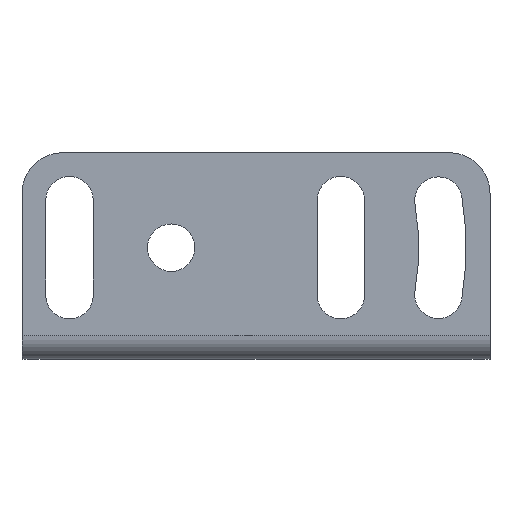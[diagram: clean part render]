
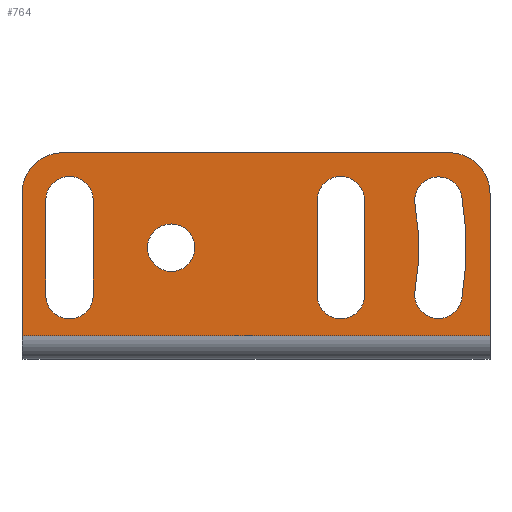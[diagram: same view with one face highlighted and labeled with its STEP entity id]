
A CAD part, top view. The second image highlights one B-rep face of the part: STEP entity #764.
In plain terms, the highlighted planar face has unit normal (0, 0, 1).
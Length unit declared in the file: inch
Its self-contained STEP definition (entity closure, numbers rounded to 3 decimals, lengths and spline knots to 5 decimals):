
#1=CARTESIAN_POINT('',(-0.56102,0.1811,0.));
#2=DIRECTION('',(0.,0.,1.));
#3=DIRECTION('',(0.,1.,0.));
#4=AXIS2_PLACEMENT_3D('',#1,#2,#3);
#6=DIRECTION('',(-1.,0.,0.));
#7=VECTOR('',#6,1.12205);
#8=CARTESIAN_POINT('',(0.56102,0.29921,0.));
#9=LINE('',#8,#7);
#10=CARTESIAN_POINT('',(0.56102,0.1811,0.));
#11=DIRECTION('',(0.,0.,1.));
#12=DIRECTION('',(1.,0.,0.));
#13=AXIS2_PLACEMENT_3D('',#10,#11,#12);
#15=DIRECTION('',(0.,1.,0.));
#16=VECTOR('',#15,0.41339);
#17=CARTESIAN_POINT('',(0.67913,-0.23228,0.));
#18=LINE('',#17,#16);
#19=DIRECTION('',(0.,-1.,0.));
#20=VECTOR('',#19,0.41339);
#21=CARTESIAN_POINT('',(-0.67913,0.1811,0.));
#22=LINE('',#21,#20);
#23=CARTESIAN_POINT('',(-0.24606,0.02362,0.));
#24=DIRECTION('',(0.,0.,1.));
#25=DIRECTION('',(0.,-1.,0.));
#26=AXIS2_PLACEMENT_3D('',#23,#24,#25);
#28=CARTESIAN_POINT('',(-0.24606,0.02362,0.));
#29=DIRECTION('',(0.,0.,1.));
#30=DIRECTION('',(0.,1.,0.));
#31=AXIS2_PLACEMENT_3D('',#28,#29,#30);
#33=CARTESIAN_POINT('',(0.52938,-0.11311,0.));
#34=DIRECTION('',(0.,0.,1.));
#35=DIRECTION('',(-0.985,0.174,0.));
#36=AXIS2_PLACEMENT_3D('',#33,#34,#35);
#38=CARTESIAN_POINT('',(-0.24606,0.02362,0.));
#39=DIRECTION('',(0.,0.,1.));
#40=DIRECTION('',(0.985,-0.174,0.));
#41=AXIS2_PLACEMENT_3D('',#38,#39,#40);
#43=CARTESIAN_POINT('',(0.52938,0.16035,0.));
#44=DIRECTION('',(0.,0.,1.));
#45=DIRECTION('',(0.985,0.174,0.));
#46=AXIS2_PLACEMENT_3D('',#43,#44,#45);
#48=CARTESIAN_POINT('',(-0.24606,0.02362,0.));
#49=DIRECTION('',(0.,0.,1.));
#50=DIRECTION('',(0.985,-0.174,0.));
#51=AXIS2_PLACEMENT_3D('',#48,#49,#50);
#53=DIRECTION('',(0.,1.,0.));
#54=VECTOR('',#53,0.27559);
#55=CARTESIAN_POINT('',(-0.61024,-0.11417,0.));
#56=LINE('',#55,#54);
#57=CARTESIAN_POINT('',(-0.54134,-0.11417,0.));
#58=DIRECTION('',(0.,0.,1.));
#59=DIRECTION('',(-1.,0.,0.));
#60=AXIS2_PLACEMENT_3D('',#57,#58,#59);
#62=DIRECTION('',(0.,-1.,0.));
#63=VECTOR('',#62,0.27559);
#64=CARTESIAN_POINT('',(-0.47244,0.16142,0.));
#65=LINE('',#64,#63);
#66=CARTESIAN_POINT('',(-0.54134,0.16142,0.));
#67=DIRECTION('',(0.,0.,1.));
#68=DIRECTION('',(1.,0.,0.));
#69=AXIS2_PLACEMENT_3D('',#66,#67,#68);
#71=DIRECTION('',(0.,1.,0.));
#72=VECTOR('',#71,0.27559);
#73=CARTESIAN_POINT('',(0.17717,-0.11417,0.));
#74=LINE('',#73,#72);
#75=CARTESIAN_POINT('',(0.24606,-0.11417,0.));
#76=DIRECTION('',(0.,0.,1.));
#77=DIRECTION('',(-1.,0.,0.));
#78=AXIS2_PLACEMENT_3D('',#75,#76,#77);
#80=DIRECTION('',(0.,-1.,0.));
#81=VECTOR('',#80,0.27559);
#82=CARTESIAN_POINT('',(0.31496,0.16142,0.));
#83=LINE('',#82,#81);
#84=CARTESIAN_POINT('',(0.24606,0.16142,0.));
#85=DIRECTION('',(0.,0.,1.));
#86=DIRECTION('',(1.,0.,0.));
#87=AXIS2_PLACEMENT_3D('',#84,#85,#86);
#320=DIRECTION('',(1.,0.,0.));
#321=VECTOR('',#320,1.35827);
#322=CARTESIAN_POINT('',(-0.67913,-0.23228,0.));
#323=LINE('',#322,#321);
#561=CARTESIAN_POINT('',(0.67913,-0.23228,0.));
#562=VERTEX_POINT('',#561);
#563=CARTESIAN_POINT('',(-0.67913,-0.23228,0.));
#564=VERTEX_POINT('',#563);
#597=CARTESIAN_POINT('',(-0.56102,0.29921,0.));
#598=CARTESIAN_POINT('',(-0.67913,0.1811,0.));
#599=VERTEX_POINT('',#597);
#600=VERTEX_POINT('',#598);
#605=CARTESIAN_POINT('',(0.67913,0.1811,0.));
#606=CARTESIAN_POINT('',(0.56102,0.29921,0.));
#607=VERTEX_POINT('',#605);
#608=VERTEX_POINT('',#606);
#613=CARTESIAN_POINT('',(-0.24606,-0.04528,0.));
#614=CARTESIAN_POINT('',(-0.24606,0.09252,0.));
#615=VERTEX_POINT('',#613);
#616=VERTEX_POINT('',#614);
#617=CARTESIAN_POINT('',(0.46153,-0.10114,0.));
#618=CARTESIAN_POINT('',(0.59723,-0.12507,0.));
#619=VERTEX_POINT('',#617);
#620=VERTEX_POINT('',#618);
#621=CARTESIAN_POINT('',(0.46153,0.14839,0.));
#622=VERTEX_POINT('',#621);
#623=CARTESIAN_POINT('',(0.59723,0.17232,0.));
#624=VERTEX_POINT('',#623);
#645=CARTESIAN_POINT('',(-0.61024,-0.11417,0.));
#646=CARTESIAN_POINT('',(-0.61024,0.16142,0.));
#647=VERTEX_POINT('',#645);
#648=VERTEX_POINT('',#646);
#649=CARTESIAN_POINT('',(-0.47244,0.16142,0.));
#650=VERTEX_POINT('',#649);
#651=CARTESIAN_POINT('',(-0.47244,-0.11417,0.));
#652=VERTEX_POINT('',#651);
#661=CARTESIAN_POINT('',(0.17717,-0.11417,0.));
#662=CARTESIAN_POINT('',(0.17717,0.16142,0.));
#663=VERTEX_POINT('',#661);
#664=VERTEX_POINT('',#662);
#665=CARTESIAN_POINT('',(0.31496,0.16142,0.));
#666=VERTEX_POINT('',#665);
#667=CARTESIAN_POINT('',(0.31496,-0.11417,0.));
#668=VERTEX_POINT('',#667);
#709=CARTESIAN_POINT('',(0.,0.,0.));
#710=DIRECTION('',(0.,0.,1.));
#711=DIRECTION('',(1.,0.,0.));
#712=AXIS2_PLACEMENT_3D('',#709,#710,#711);
#713=PLANE('',#712);
#715=ORIENTED_EDGE('',*,*,#714,.F.);
#717=ORIENTED_EDGE('',*,*,#716,.F.);
#719=ORIENTED_EDGE('',*,*,#718,.F.);
#721=ORIENTED_EDGE('',*,*,#720,.F.);
#723=ORIENTED_EDGE('',*,*,#722,.F.);
#725=ORIENTED_EDGE('',*,*,#724,.F.);
#726=EDGE_LOOP('',(#715,#717,#719,#721,#723,#725));
#727=FACE_OUTER_BOUND('',#726,.F.);
#729=ORIENTED_EDGE('',*,*,#728,.T.);
#731=ORIENTED_EDGE('',*,*,#730,.T.);
#732=EDGE_LOOP('',(#729,#731));
#733=FACE_BOUND('',#732,.F.);
#735=ORIENTED_EDGE('',*,*,#734,.T.);
#737=ORIENTED_EDGE('',*,*,#736,.T.);
#739=ORIENTED_EDGE('',*,*,#738,.T.);
#741=ORIENTED_EDGE('',*,*,#740,.F.);
#742=EDGE_LOOP('',(#735,#737,#739,#741));
#743=FACE_BOUND('',#742,.F.);
#745=ORIENTED_EDGE('',*,*,#744,.F.);
#747=ORIENTED_EDGE('',*,*,#746,.T.);
#749=ORIENTED_EDGE('',*,*,#748,.F.);
#751=ORIENTED_EDGE('',*,*,#750,.T.);
#752=EDGE_LOOP('',(#745,#747,#749,#751));
#753=FACE_BOUND('',#752,.F.);
#755=ORIENTED_EDGE('',*,*,#754,.F.);
#757=ORIENTED_EDGE('',*,*,#756,.T.);
#759=ORIENTED_EDGE('',*,*,#758,.F.);
#761=ORIENTED_EDGE('',*,*,#760,.T.);
#762=EDGE_LOOP('',(#755,#757,#759,#761));
#763=FACE_BOUND('',#762,.F.);
#764=ADVANCED_FACE('',(#727,#733,#743,#753,#763),#713,.T.);
#5=CIRCLE('',#4,0.11811);
#14=CIRCLE('',#13,0.11811);
#27=CIRCLE('',#26,0.0689);
#32=CIRCLE('',#31,0.0689);
#37=CIRCLE('',#36,0.0689);
#42=CIRCLE('',#41,0.8563);
#47=CIRCLE('',#46,0.0689);
#52=CIRCLE('',#51,0.7185);
#61=CIRCLE('',#60,0.0689);
#70=CIRCLE('',#69,0.0689);
#79=CIRCLE('',#78,0.0689);
#88=CIRCLE('',#87,0.0689);
#714=EDGE_CURVE('',#599,#600,#5,.T.);
#716=EDGE_CURVE('',#608,#599,#9,.T.);
#718=EDGE_CURVE('',#607,#608,#14,.T.);
#720=EDGE_CURVE('',#562,#607,#18,.T.);
#722=EDGE_CURVE('',#564,#562,#323,.T.);
#724=EDGE_CURVE('',#600,#564,#22,.T.);
#728=EDGE_CURVE('',#615,#616,#27,.T.);
#730=EDGE_CURVE('',#616,#615,#32,.T.);
#734=EDGE_CURVE('',#619,#620,#37,.T.);
#736=EDGE_CURVE('',#620,#624,#42,.T.);
#738=EDGE_CURVE('',#624,#622,#47,.T.);
#740=EDGE_CURVE('',#619,#622,#52,.T.);
#744=EDGE_CURVE('',#647,#648,#56,.T.);
#746=EDGE_CURVE('',#647,#652,#61,.T.);
#748=EDGE_CURVE('',#650,#652,#65,.T.);
#750=EDGE_CURVE('',#650,#648,#70,.T.);
#754=EDGE_CURVE('',#663,#664,#74,.T.);
#756=EDGE_CURVE('',#663,#668,#79,.T.);
#758=EDGE_CURVE('',#666,#668,#83,.T.);
#760=EDGE_CURVE('',#666,#664,#88,.T.);
